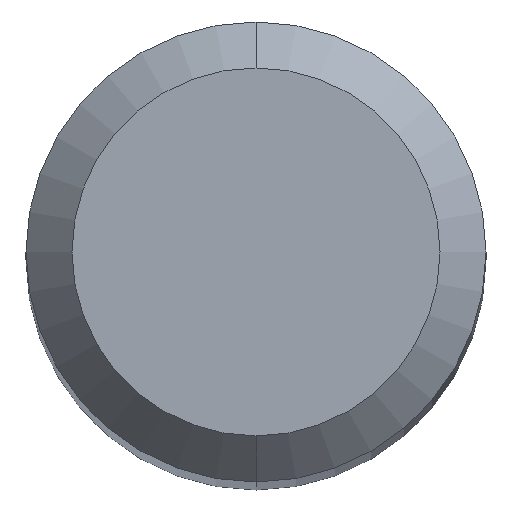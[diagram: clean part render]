
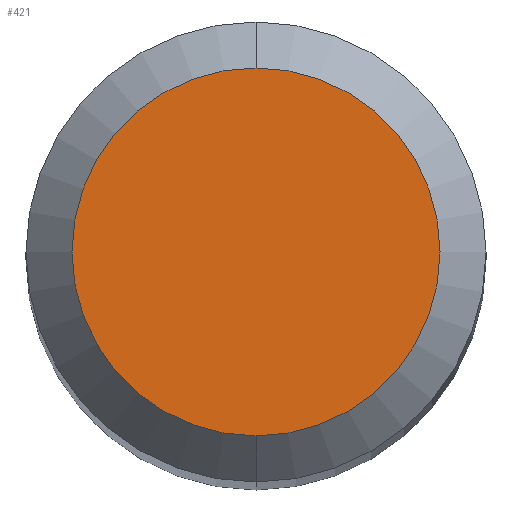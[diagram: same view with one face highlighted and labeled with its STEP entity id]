
A CAD part, top view. The second image highlights one B-rep face of the part: STEP entity #421.
In plain terms, the highlighted planar face has unit normal (0, 0, 1).
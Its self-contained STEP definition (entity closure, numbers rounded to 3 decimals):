
#217=EDGE_CURVE('',#369,#363,#528,.T.);
#281=EDGE_CURVE('',#363,#369,#599,.T.);
#363=VERTEX_POINT('',#686);
#369=VERTEX_POINT('',#692);
#421=ADVANCED_FACE('',(#749),#750,.T.);
#528=CIRCLE('',#895,1.2);
#599=CIRCLE('',#1039,1.2);
#686=CARTESIAN_POINT('',(0.,-1.2,0.0));
#692=CARTESIAN_POINT('',(0.0,1.2,0.0));
#749=FACE_OUTER_BOUND('',#1348,.T.);
#750=PLANE('',#1349);
#895=AXIS2_PLACEMENT_3D('',#1496,#1497,#1498);
#1039=AXIS2_PLACEMENT_3D('',#1576,#1577,#1578);
#1348=EDGE_LOOP('',(#1712,#1713));
#1349=AXIS2_PLACEMENT_3D('',#1714,#1715,#1716);
#1496=CARTESIAN_POINT('',(0.0,0.0,0.0));
#1497=DIRECTION('',(0.0,0.0,-1.0));
#1498=DIRECTION('',(0.0,1.0,0.0));
#1576=CARTESIAN_POINT('',(0.0,0.0,0.0));
#1577=DIRECTION('',(0.0,0.0,-1.0));
#1578=DIRECTION('',(0.0,1.0,0.0));
#1712=ORIENTED_EDGE('',*,*,#217,.F.);
#1713=ORIENTED_EDGE('',*,*,#281,.F.);
#1714=CARTESIAN_POINT('',(0.0,0.6,0.0));
#1715=DIRECTION('',(-0.0,0.0,1.0));
#1716=DIRECTION('',(0.0,-1.0,0.0));
